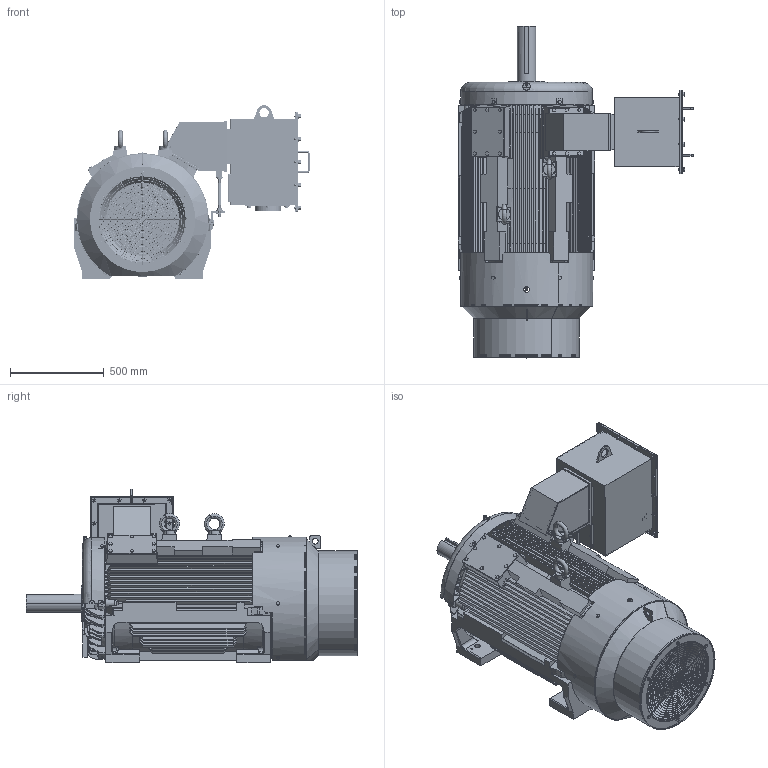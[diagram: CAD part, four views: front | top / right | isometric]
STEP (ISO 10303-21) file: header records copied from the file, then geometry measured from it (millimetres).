
FILE_DESCRIPTION(('CATIA V5 STEP Exchange'),'2;1');
FILE_NAME('3A043A040.stp','2013-12-18T06:33:45+00:00',('none'),('none'),'Unofficial Packaging Version','CATIA V5 STEP AP203','none');
FILE_SCHEMA(('CONFIG_CONTROL_DESIGN'));
Products named in the file (1): #14
Bounding box: 1258.21 x 1774.45 x 927.42 mm (x, y, z)
Volume: 313587786.1 mm3; surface area: 17078002.7 mm2
Topology: 64 solids, 108 shells, 5408 faces, 14695 edges, 9661 vertices
Faces by surface type: plane 2879, cylinder 1164, torus 815, cone 466, bspline 48, sphere 34, extrusion 2
Entity records: 171553 total; most frequent: CARTESIAN_POINT 53143, ORIENTED_EDGE 29322, DIRECTION 16328, EDGE_CURVE 14661, VERTEX_POINT 9642, VECTOR 7046, LINE 7044, AXIS2_PLACEMENT_3D 6672
